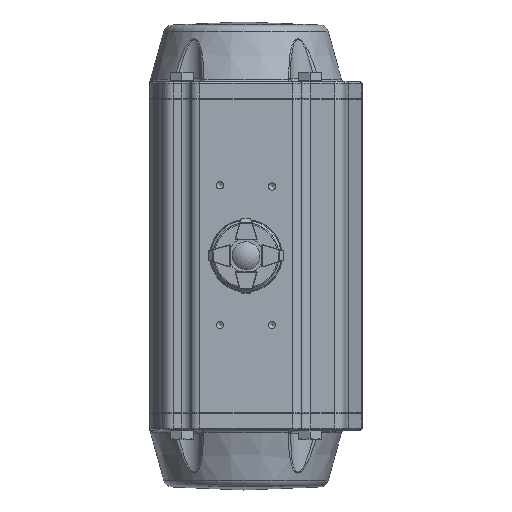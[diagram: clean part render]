
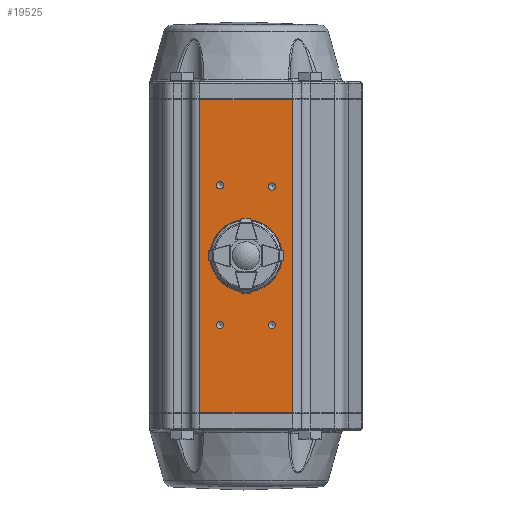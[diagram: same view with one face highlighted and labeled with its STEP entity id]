
A CAD part, top view. The second image highlights one B-rep face of the part: STEP entity #19525.
In plain terms, the highlighted face is planar.
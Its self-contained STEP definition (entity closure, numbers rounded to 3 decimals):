
#1438=LINE('',#36582,#2598);
#1440=LINE('',#36593,#2600);
#1525=LINE('',#36825,#2685);
#1526=LINE('',#36826,#2686);
#2598=VECTOR('',#25471,1000.);
#2600=VECTOR('',#25481,1000.);
#2685=VECTOR('',#25690,1000.);
#2686=VECTOR('',#25691,1000.);
#3717=PLANE('',#21332);
#7834=ORIENTED_EDGE('',*,*,#10990,.T.);
#7835=ORIENTED_EDGE('',*,*,#11100,.T.);
#7836=ORIENTED_EDGE('',*,*,#10985,.F.);
#7837=ORIENTED_EDGE('',*,*,#11101,.T.);
#7838=ORIENTED_EDGE('',*,*,#10880,.F.);
#7839=ORIENTED_EDGE('',*,*,#10878,.F.);
#7840=ORIENTED_EDGE('',*,*,#10876,.F.);
#7841=ORIENTED_EDGE('',*,*,#10874,.F.);
#7842=ORIENTED_EDGE('',*,*,#10900,.T.);
#10874=EDGE_CURVE('',#12862,#12862,#13950,.T.);
#10876=EDGE_CURVE('',#12865,#12865,#13952,.T.);
#10878=EDGE_CURVE('',#12868,#12868,#13954,.T.);
#10880=EDGE_CURVE('',#12871,#12871,#13956,.T.);
#10900=EDGE_CURVE('',#12899,#12899,#13976,.T.);
#10985=EDGE_CURVE('',#12978,#12979,#1438,.T.);
#10990=EDGE_CURVE('',#12983,#12982,#1440,.T.);
#11100=EDGE_CURVE('',#12982,#12979,#1525,.T.);
#11101=EDGE_CURVE('',#12978,#12983,#1526,.T.);
#12862=VERTEX_POINT('',#36321);
#12865=VERTEX_POINT('',#36328);
#12868=VERTEX_POINT('',#36335);
#12871=VERTEX_POINT('',#36342);
#12899=VERTEX_POINT('',#36408);
#12978=VERTEX_POINT('',#36583);
#12979=VERTEX_POINT('',#36584);
#12982=VERTEX_POINT('',#36592);
#12983=VERTEX_POINT('',#36594);
#13950=CIRCLE('',#21163,2.1);
#13952=CIRCLE('',#21167,2.1);
#13954=CIRCLE('',#21171,2.1);
#13956=CIRCLE('',#21175,2.1);
#13976=CIRCLE('',#21213,18.3);
#15286=EDGE_LOOP('',(#7834,#7835,#7836,#7837));
#15287=EDGE_LOOP('',(#7838));
#15288=EDGE_LOOP('',(#7839));
#15289=EDGE_LOOP('',(#7840));
#15290=EDGE_LOOP('',(#7841));
#15291=EDGE_LOOP('',(#7842));
#16663=FACE_BOUND('',#15286,.T.);
#16664=FACE_BOUND('',#15287,.T.);
#16665=FACE_BOUND('',#15288,.T.);
#16666=FACE_BOUND('',#15289,.T.);
#16667=FACE_BOUND('',#15290,.T.);
#16668=FACE_BOUND('',#15291,.T.);
#19525=ADVANCED_FACE('',(#16663,#16664,#16665,#16666,#16667,#16668),#3717,
 .F.);
#21163=AXIS2_PLACEMENT_3D('',#36320,#25221,#25222);
#21167=AXIS2_PLACEMENT_3D('',#36327,#25229,#25230);
#21171=AXIS2_PLACEMENT_3D('',#36334,#25237,#25238);
#21175=AXIS2_PLACEMENT_3D('',#36341,#25245,#25246);
#21213=AXIS2_PLACEMENT_3D('',#36407,#25321,#25322);
#21332=AXIS2_PLACEMENT_3D('',#36824,#25688,#25689);
#25221=DIRECTION('',(0.,1.,0.));
#25222=DIRECTION('',(0.,0.,1.));
#25229=DIRECTION('',(0.,1.,0.));
#25230=DIRECTION('',(0.,0.,1.));
#25237=DIRECTION('',(0.,1.,0.));
#25238=DIRECTION('',(0.,0.,1.));
#25245=DIRECTION('',(0.,1.,0.));
#25246=DIRECTION('',(0.,0.,1.));
#25321=DIRECTION('',(0.,-1.,0.));
#25322=DIRECTION('',(0.,0.,1.));
#25471=DIRECTION('',(0.,0.,-1.));
#25481=DIRECTION('',(0.,0.,-1.));
#25688=DIRECTION('',(0.,-1.,0.));
#25689=DIRECTION('',(0.,0.,-1.));
#25690=DIRECTION('',(-1.,0.,0.));
#25691=DIRECTION('',(1.,0.,0.));
#36320=CARTESIAN_POINT('',(15.,64.,40.729));
#36321=CARTESIAN_POINT('',(15.,64.,42.829));
#36327=CARTESIAN_POINT('',(-15.,64.,40.));
#36328=CARTESIAN_POINT('',(-15.,64.,42.1));
#36334=CARTESIAN_POINT('',(15.,64.,-40.));
#36335=CARTESIAN_POINT('',(15.,64.,-37.9));
#36341=CARTESIAN_POINT('',(-15.,64.,-40.));
#36342=CARTESIAN_POINT('',(-15.,64.,-37.9));
#36407=CARTESIAN_POINT('',(0.,64.,0.));
#36408=CARTESIAN_POINT('',(0.,64.,18.3));
#36582=CARTESIAN_POINT('',(-26.647,64.,91.));
#36583=CARTESIAN_POINT('',(-26.647,64.,90.5));
#36584=CARTESIAN_POINT('',(-26.647,64.,-90.5));
#36592=CARTESIAN_POINT('',(26.647,64.,-90.5));
#36593=CARTESIAN_POINT('',(26.647,64.,91.));
#36594=CARTESIAN_POINT('',(26.647,64.,90.5));
#36824=CARTESIAN_POINT('',(26.647,64.,91.));
#36825=CARTESIAN_POINT('',(26.647,64.,-90.5));
#36826=CARTESIAN_POINT('',(26.647,64.,90.5));
